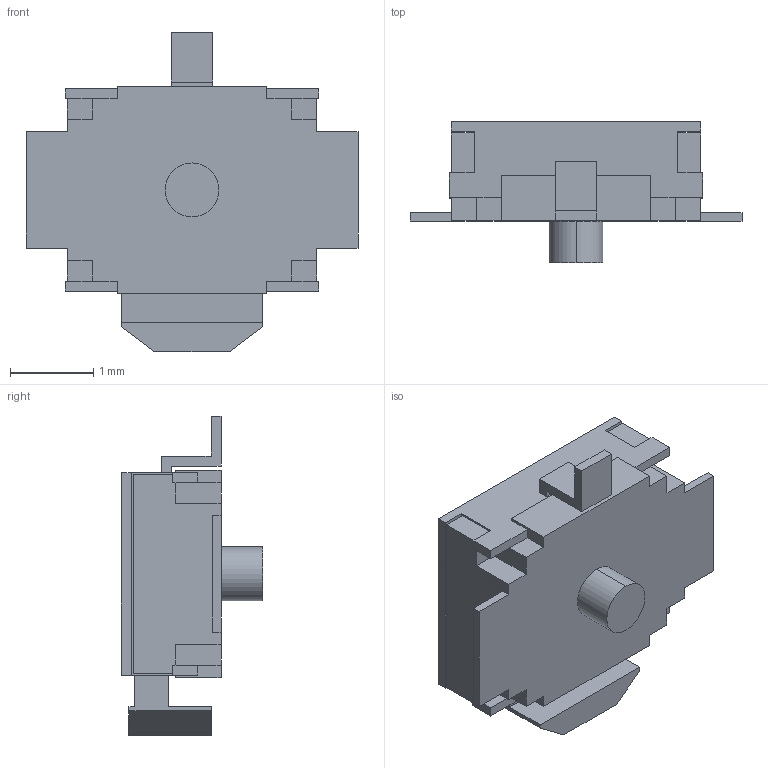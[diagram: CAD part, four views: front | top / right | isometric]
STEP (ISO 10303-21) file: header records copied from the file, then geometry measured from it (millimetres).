
FILE_DESCRIPTION (( 'STEP AP214' ), '1' );
FILE_NAME ('B3U-3100PM-B.STEP', '2025-01-24T05:00:53', ( '' ), ( '' ), 'SwSTEP 2.0', 'SolidWorks 2023', '' );
FILE_SCHEMA (( 'AUTOMOTIVE_DESIGN' ));
Length unit declared in the file: millimetre
Products named in the file (1): B3U-3100PM-B
Bounding box: 4 x 1.7 x 3.85 mm (x, y, z)
Volume: 9.6 mm3; surface area: 43.8 mm2
Topology: 2 solids, 2 shells, 102 faces, 284 edges, 188 vertices
Faces by surface type: plane 100, cylinder 2
Entity records: 4354 total; most frequent: CARTESIAN_POINT 575, ORIENTED_EDGE 568, DIRECTION 494, EDGE_CURVE 284, VECTOR 280, LINE 280, VERTEX_POINT 188, AXIS2_PLACEMENT_3D 107
